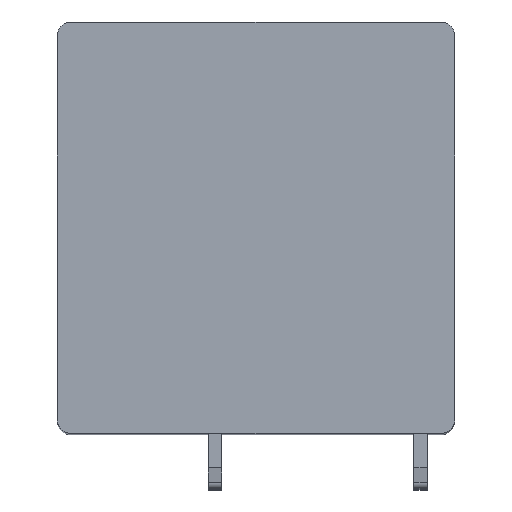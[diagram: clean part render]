
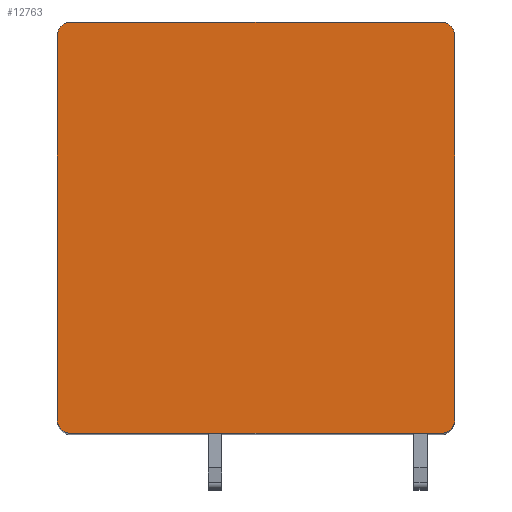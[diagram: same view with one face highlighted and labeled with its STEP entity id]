
A CAD part, top view. The second image highlights one B-rep face of the part: STEP entity #12763.
In plain terms, the highlighted planar face has unit normal (0, 0, 1).
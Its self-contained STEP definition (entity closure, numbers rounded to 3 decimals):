
#4065=CARTESIAN_POINT('',(-13.5,14.,55.));
#4066=DIRECTION('',(0.,0.,1.));
#4067=DIRECTION('',(0.,1.,0.));
#4068=AXIS2_PLACEMENT_3D('',#4065,#4066,#4067);
#4070=DIRECTION('',(-1.,0.,0.));
#4071=VECTOR('',#4070,27.);
#4072=CARTESIAN_POINT('',(13.5,15.,55.));
#4073=LINE('',#4072,#4071);
#4074=CARTESIAN_POINT('',(13.5,14.,55.));
#4075=DIRECTION('',(0.,0.,1.));
#4076=DIRECTION('',(1.,0.,0.));
#4077=AXIS2_PLACEMENT_3D('',#4074,#4075,#4076);
#4079=DIRECTION('',(0.,1.,0.));
#4080=VECTOR('',#4079,28.);
#4081=CARTESIAN_POINT('',(14.5,-14.,55.));
#4082=LINE('',#4081,#4080);
#4083=CARTESIAN_POINT('',(13.5,-14.,55.));
#4084=DIRECTION('',(0.,0.,1.));
#4085=DIRECTION('',(0.,-1.,0.));
#4086=AXIS2_PLACEMENT_3D('',#4083,#4084,#4085);
#4088=DIRECTION('',(1.,0.,0.));
#4089=VECTOR('',#4088,27.);
#4090=CARTESIAN_POINT('',(-13.5,-15.,55.));
#4091=LINE('',#4090,#4089);
#4092=CARTESIAN_POINT('',(-13.5,-14.,55.));
#4093=DIRECTION('',(0.,0.,1.));
#4094=DIRECTION('',(-1.,0.,0.));
#4095=AXIS2_PLACEMENT_3D('',#4092,#4093,#4094);
#4097=DIRECTION('',(0.,-1.,0.));
#4098=VECTOR('',#4097,28.);
#4099=CARTESIAN_POINT('',(-14.5,14.,55.));
#4100=LINE('',#4099,#4098);
#6086=CARTESIAN_POINT('',(-13.5,15.,55.));
#6087=VERTEX_POINT('',#6086);
#6088=CARTESIAN_POINT('',(-14.5,14.,55.));
#6089=VERTEX_POINT('',#6088);
#6094=CARTESIAN_POINT('',(14.5,14.,55.));
#6095=VERTEX_POINT('',#6094);
#6096=CARTESIAN_POINT('',(13.5,15.,55.));
#6097=VERTEX_POINT('',#6096);
#6102=CARTESIAN_POINT('',(-14.5,-14.,55.));
#6103=VERTEX_POINT('',#6102);
#6104=CARTESIAN_POINT('',(-13.5,-15.,55.));
#6105=VERTEX_POINT('',#6104);
#6110=CARTESIAN_POINT('',(13.5,-15.,55.));
#6111=VERTEX_POINT('',#6110);
#6112=CARTESIAN_POINT('',(14.5,-14.,55.));
#6113=VERTEX_POINT('',#6112);
#12748=CARTESIAN_POINT('',(0.,0.,55.));
#12749=DIRECTION('',(0.,0.,1.));
#12750=DIRECTION('',(1.,0.,0.));
#12751=AXIS2_PLACEMENT_3D('',#12748,#12749,#12750);
#12752=PLANE('',#12751);
#12753=ORIENTED_EDGE('',*,*,#6902,.F.);
#12754=ORIENTED_EDGE('',*,*,#6918,.F.);
#12755=ORIENTED_EDGE('',*,*,#7399,.F.);
#12756=ORIENTED_EDGE('',*,*,#7414,.F.);
#12757=ORIENTED_EDGE('',*,*,#7427,.F.);
#12758=ORIENTED_EDGE('',*,*,#7440,.F.);
#12759=ORIENTED_EDGE('',*,*,#11487,.F.);
#12760=ORIENTED_EDGE('',*,*,#11499,.F.);
#12761=EDGE_LOOP('',(#12753,#12754,#12755,#12756,#12757,#12758,#12759,#12760));
#12762=FACE_OUTER_BOUND('',#12761,.F.);
#4069=CIRCLE('',#4068,1.);
#4078=CIRCLE('',#4077,1.);
#4087=CIRCLE('',#4086,1.);
#4096=CIRCLE('',#4095,1.);
#6902=EDGE_CURVE('',#6087,#6089,#4069,.T.);
#6918=EDGE_CURVE('',#6097,#6087,#4073,.T.);
#7399=EDGE_CURVE('',#6095,#6097,#4078,.T.);
#7414=EDGE_CURVE('',#6113,#6095,#4082,.T.);
#7427=EDGE_CURVE('',#6111,#6113,#4087,.T.);
#7440=EDGE_CURVE('',#6105,#6111,#4091,.T.);
#11487=EDGE_CURVE('',#6103,#6105,#4096,.T.);
#11499=EDGE_CURVE('',#6089,#6103,#4100,.T.);
#12763=ADVANCED_FACE('',(#12762),#12752,.T.);
